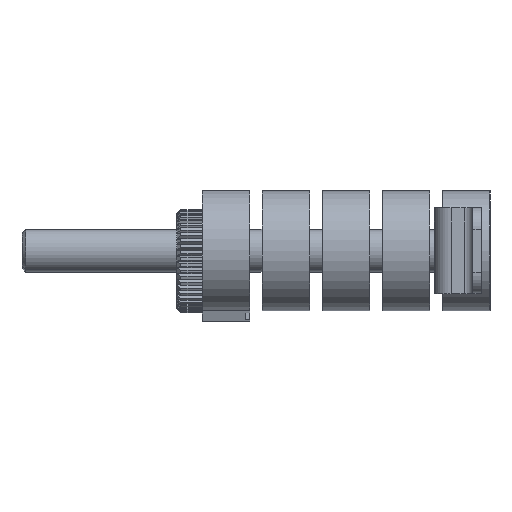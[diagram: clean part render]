
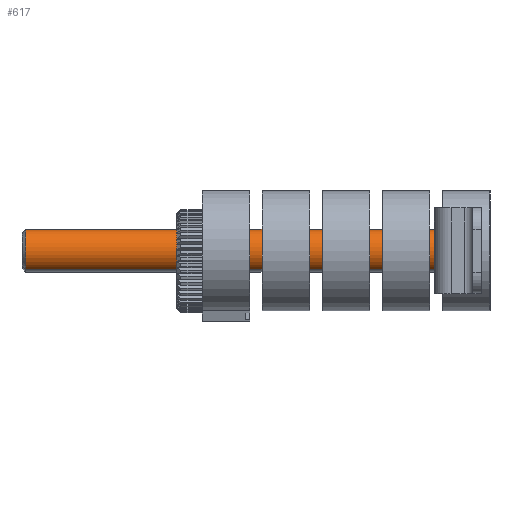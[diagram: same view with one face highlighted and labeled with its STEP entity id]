
A CAD part, left-side view. The second image highlights one B-rep face of the part: STEP entity #617.
In plain terms, the highlighted cylindrical face has radius 5 mm (diameter 10 mm), a partial arc.
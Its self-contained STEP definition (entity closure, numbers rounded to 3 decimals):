
#617=ADVANCED_FACE('',(#2143),#2144,.T.);
#2143=FACE_OUTER_BOUND('',#4219,.T.);
#2144=CYLINDRICAL_SURFACE('',#4220,5.0);
#4219=EDGE_LOOP('',(#8948,#8949,#8950,#8951));
#4220=AXIS2_PLACEMENT_3D('',#8952,#8953,#8954);
#8948=ORIENTED_EDGE('',*,*,#14268,.T.);
#8949=ORIENTED_EDGE('',*,*,#14270,.T.);
#8950=ORIENTED_EDGE('',*,*,#14271,.F.);
#8951=ORIENTED_EDGE('',*,*,#14272,.F.);
#8952=CARTESIAN_POINT('',(-72.673,-4.699,-0.162));
#8953=DIRECTION('',(-0.0,1.0,0.0));
#8954=DIRECTION('',(0.5,0.0,0.866));
#14268=EDGE_CURVE('',#17445,#17443,#17446,.T.);
#14270=EDGE_CURVE('',#17443,#17448,#17449,.T.);
#14271=EDGE_CURVE('',#17450,#17448,#17451,.T.);
#14272=EDGE_CURVE('',#17445,#17450,#17452,.T.);
#17443=VERTEX_POINT('',#22387);
#17445=VERTEX_POINT('',#22390);
#17446=CIRCLE('',#22391,5.0);
#17448=VERTEX_POINT('',#22394);
#17449=LINE('',#22395,#22396);
#17450=VERTEX_POINT('',#22397);
#17451=CIRCLE('',#22398,5.0);
#17452=LINE('',#22399,#22400);
#22387=CARTESIAN_POINT('',(-75.173,101.323,-4.492));
#22390=CARTESIAN_POINT('',(-70.173,101.323,4.168));
#22391=AXIS2_PLACEMENT_3D('',#27446,#27447,#27448);
#22394=CARTESIAN_POINT('',(-75.173,2.151,-4.492));
#22395=CARTESIAN_POINT('',(-75.173,-4.699,-4.492));
#22396=VECTOR('',#27450,1000.0);
#22397=CARTESIAN_POINT('',(-70.173,2.151,4.168));
#22398=AXIS2_PLACEMENT_3D('',#27451,#27452,#27453);
#22399=CARTESIAN_POINT('',(-70.173,-4.699,4.168));
#22400=VECTOR('',#27454,1000.0);
#27446=CARTESIAN_POINT('',(-72.673,101.323,-0.162));
#27447=DIRECTION('',(0.0,-1.0,0.0));
#27448=DIRECTION('',(0.5,0.0,0.866));
#27450=DIRECTION('',(0.0,-1.0,-0.0));
#27451=CARTESIAN_POINT('',(-72.673,2.151,-0.162));
#27452=DIRECTION('',(0.0,-1.0,-0.0));
#27453=DIRECTION('',(-0.5,0.0,-0.866));
#27454=DIRECTION('',(0.0,-1.0,-0.0));
